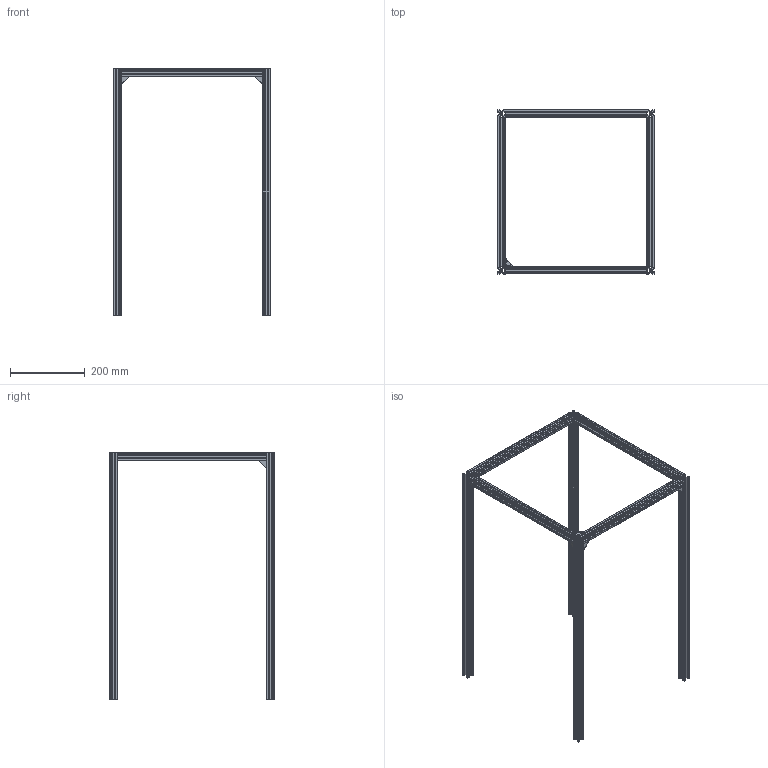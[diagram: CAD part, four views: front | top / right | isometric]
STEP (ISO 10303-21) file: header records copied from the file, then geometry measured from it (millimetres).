
FILE_DESCRIPTION(/* description */ (''),/* implementation_level */ '2;1');
FILE_NAME(/* name */ 'BITART_HEVO.step',/* time_stamp */ '2024-10-07T14:14:10-03:00',/* author */ (''),/* organization */ (''),/* preprocessor_version */ 'ST-DEVELOPER v20',/* originating_system */ 'Autodesk Translation Framework v13.20.0.188',/* authorisation */ '');
FILE_SCHEMA (('AUTOMOTIVE_DESIGN { 1 0 10303 214 3 1 1 }'));
Length unit declared in the file: millimetre
Products named in the file (3): BITART_HEVO; FRAME; Cantoneira 20x20x17 v6
Assembly tree (5 placements, depth 3):
  BITART_HEVO
    FRAME
      Cantoneira 20x20x17 v6  x4
Bounding box: 420 x 440 x 660 mm (x, y, z)
Volume: 689111.5 mm3; surface area: 683012.6 mm2
Topology: 12 solids, 12 shells, 632 faces, 1776 edges, 1184 vertices
Faces by surface type: plane 504, cylinder 128
Full cylindrical faces by diameter (mm): 4.2 x8
Entity records: 16756 total; most frequent: CARTESIAN_POINT 2970, ORIENTED_EDGE 2940, DIRECTION 2734, EDGE_CURVE 1470, LINE 1246, VECTOR 1246, VERTEX_POINT 980, AXIS2_PLACEMENT_3D 744
